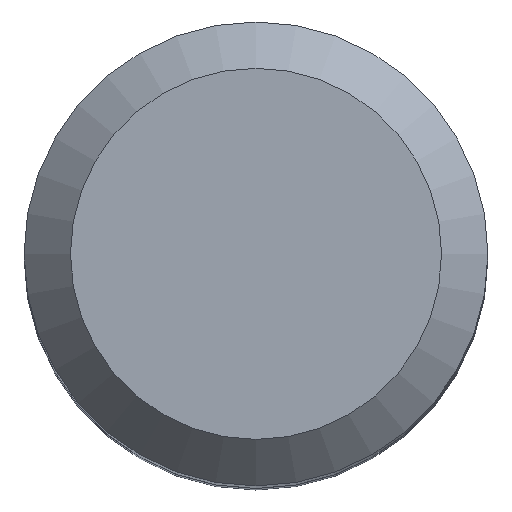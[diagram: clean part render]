
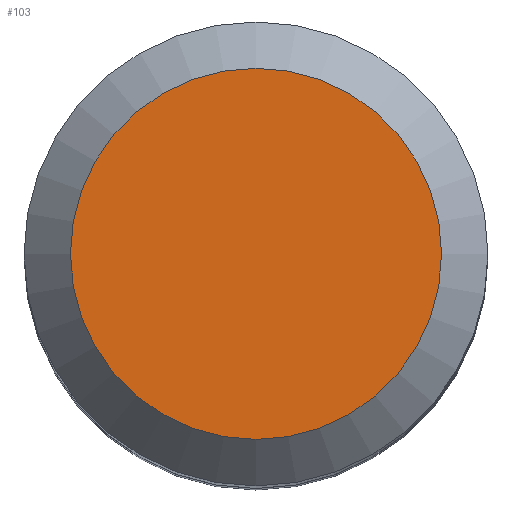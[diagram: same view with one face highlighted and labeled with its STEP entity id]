
A CAD part, top view. The second image highlights one B-rep face of the part: STEP entity #103.
In plain terms, the highlighted planar face has unit normal (0, 0, 1).
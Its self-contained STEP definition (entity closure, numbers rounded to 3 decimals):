
#33 = DIRECTION ( 'NONE',  ( 0., 1., 0. ) ) ;
#54 = CIRCLE ( 'NONE', #106, 8. ) ;
#66 = ORIENTED_EDGE ( 'NONE', *, *, #69, .F. ) ;
#69 = EDGE_CURVE ( 'NONE', #90, #90, #54, .T. ) ;
#86 = FACE_OUTER_BOUND ( 'NONE', #188, .T. ) ;
#90 = VERTEX_POINT ( 'NONE', #111 ) ;
#91 = CARTESIAN_POINT ( 'NONE',  ( 0., 0., 104. ) ) ;
#103 = ADVANCED_FACE ( 'NONE', ( #86 ), #122, .F. ) ;
#106 = AXIS2_PLACEMENT_3D ( 'NONE', #91, #120, #241 ) ;
#111 = CARTESIAN_POINT ( 'NONE',  ( 0., 8., 104. ) ) ;
#120 = DIRECTION ( 'NONE',  ( 0., 0., -1. ) ) ;
#122 = PLANE ( 'NONE',  #187 ) ;
#140 = DIRECTION ( 'NONE',  ( 0., 0., -1. ) ) ;
#187 = AXIS2_PLACEMENT_3D ( 'NONE', #217, #140, #33 ) ;
#188 = EDGE_LOOP ( 'NONE', ( #66 ) ) ;
#217 = CARTESIAN_POINT ( 'NONE',  ( 0., 0., 104. ) ) ;
#241 = DIRECTION ( 'NONE',  ( 0., 1., 0. ) ) ;
